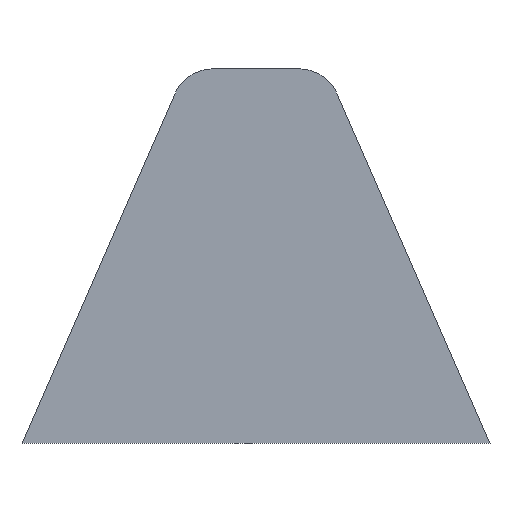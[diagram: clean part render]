
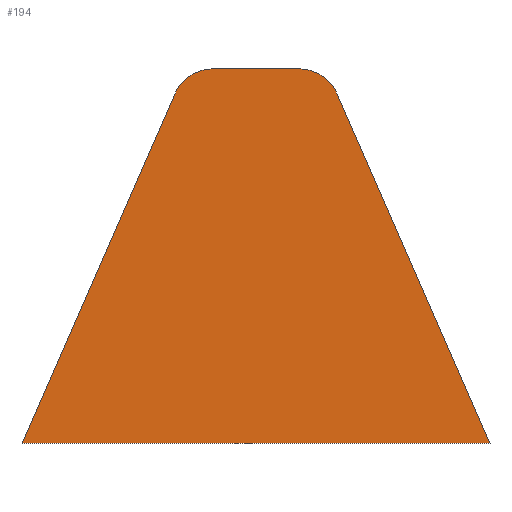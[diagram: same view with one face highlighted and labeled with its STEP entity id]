
A CAD part, front view. The second image highlights one B-rep face of the part: STEP entity #194.
In plain terms, the highlighted planar face has unit normal (0, -1, 0).
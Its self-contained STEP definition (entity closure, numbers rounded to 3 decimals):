
#24=PLANE('',#228);
#36=FACE_OUTER_BOUND('',#50,.T.);
#50=EDGE_LOOP('',(#173,#174,#175,#176,#177,#178));
#57=LINE('',#311,#73);
#63=LINE('',#331,#79);
#64=LINE('',#334,#80);
#66=LINE('',#337,#82);
#73=VECTOR('',#251,10.);
#79=VECTOR('',#275,10.);
#80=VECTOR('',#278,10.);
#82=VECTOR('',#282,10.);
#83=CIRCLE('',#210,9.);
#87=CIRCLE('',#217,9.);
#91=VERTEX_POINT('',#289);
#92=VERTEX_POINT('',#290);
#100=VERTEX_POINT('',#310);
#101=VERTEX_POINT('',#314);
#105=VERTEX_POINT('',#329);
#106=VERTEX_POINT('',#333);
#107=EDGE_CURVE('',#91,#92,#83,.T.);
#117=EDGE_CURVE('',#100,#92,#57,.T.);
#119=EDGE_CURVE('',#100,#101,#87,.T.);
#127=EDGE_CURVE('',#91,#105,#63,.T.);
#128=EDGE_CURVE('',#106,#101,#64,.T.);
#130=EDGE_CURVE('',#105,#106,#66,.T.);
#173=ORIENTED_EDGE('',*,*,#107,.F.);
#174=ORIENTED_EDGE('',*,*,#127,.T.);
#175=ORIENTED_EDGE('',*,*,#130,.T.);
#176=ORIENTED_EDGE('',*,*,#128,.T.);
#177=ORIENTED_EDGE('',*,*,#119,.F.);
#178=ORIENTED_EDGE('',*,*,#117,.T.);
#194=ADVANCED_FACE('',(#36),#24,.T.);
#210=AXIS2_PLACEMENT_3D('',#291,#233,#234);
#217=AXIS2_PLACEMENT_3D('',#315,#255,#256);
#228=AXIS2_PLACEMENT_3D('',#339,#285,#286);
#233=DIRECTION('center_axis',(0.,1.,0.));
#234=DIRECTION('ref_axis',(-0.547,0.,0.837));
#251=DIRECTION('',(-1.,0.,0.));
#255=DIRECTION('center_axis',(0.,1.,0.));
#256=DIRECTION('ref_axis',(0.547,0.,0.837));
#275=DIRECTION('',(-0.401,0.,-0.916));
#278=DIRECTION('',(-0.401,0.,0.916));
#282=DIRECTION('',(1.,0.,0.));
#285=DIRECTION('center_axis',(0.,-1.,0.));
#286=DIRECTION('ref_axis',(0.,0.,-1.));
#289=CARTESIAN_POINT('',(32.641,-5.,74.607));
#290=CARTESIAN_POINT('',(40.886,-5.,80.));
#291=CARTESIAN_POINT('Origin',(40.886,-5.,71.));
#310=CARTESIAN_POINT('',(59.114,-5.,80.));
#311=CARTESIAN_POINT('',(35.,-5.,80.));
#314=CARTESIAN_POINT('',(67.359,-5.,74.607));
#315=CARTESIAN_POINT('Origin',(59.114,-5.,71.));
#329=CARTESIAN_POINT('',(0.,-5.,0.));
#331=CARTESIAN_POINT('',(0.,-5.,0.));
#333=CARTESIAN_POINT('',(100.,-5.,0.));
#334=CARTESIAN_POINT('',(65.,-5.,80.));
#337=CARTESIAN_POINT('',(100.,-5.,0.));
#339=CARTESIAN_POINT('Origin',(50.,-5.,40.));
